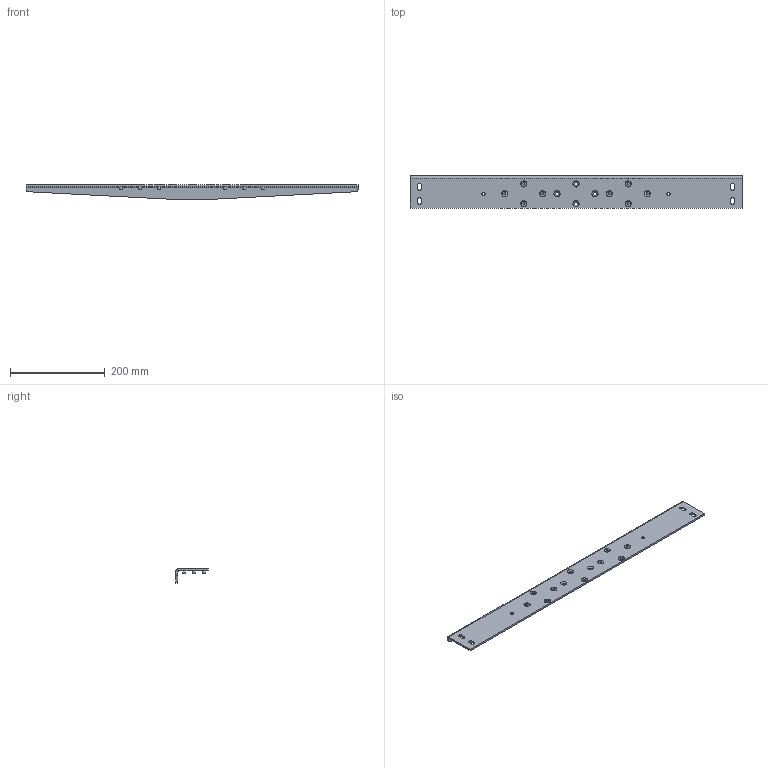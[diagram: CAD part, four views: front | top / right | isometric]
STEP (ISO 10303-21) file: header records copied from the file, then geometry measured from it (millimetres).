
FILE_DESCRIPTION(/* description */ ('Unknown'),/* implementation_level */ '2;1');
FILE_NAME(/* name */ '115.00162 Plattenträger TA-C kpl',/* time_stamp */ '2016-12-02T16:38:15+01:00',/* author */ ('Unknown'),/* organization */ ('Unknown'),/* preprocessor_version */ 'ST-DEVELOPER v16.7',/* originating_system */ 'DEX',/* authorisation */ $);
FILE_SCHEMA (('AUTOMOTIVE_DESIGN {1 0 10303 214 3 1 1}'));
Length unit declared in the file: millimetre
Products named in the file (3): 115.00162; 127.00403; 142.00077
Assembly tree (9 placements, depth 2):
  115.00162
    127.00403
    142.00077  x8
Bounding box: 700 x 68 x 30 mm (x, y, z)
Volume: 239762.2 mm3; surface area: 129349.1 mm2
Topology: 9 solids, 9 shells, 160 faces, 384 edges, 250 vertices
Faces by surface type: plane 90, cylinder 34, cone 28, torus 8
Full cylindrical faces by diameter (mm): 6 x8, 7 x14
Entity records: 2239 total; most frequent: DIRECTION 374, CARTESIAN_POINT 339, ORIENTED_EDGE 294, AXIS2_PLACEMENT_3D 148, EDGE_CURVE 147, EDGE_LOOP 136, FACE_BOUND 136, VERTEX_POINT 113
